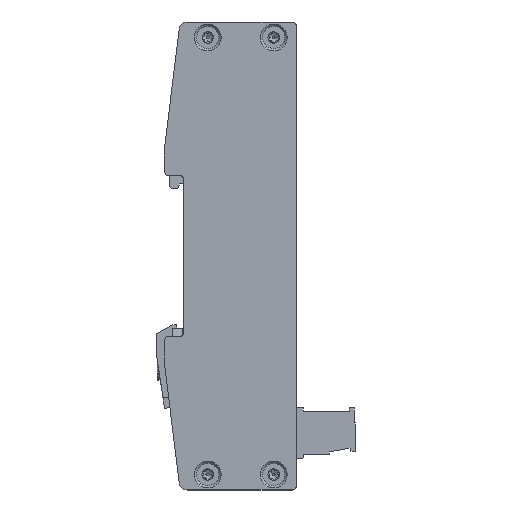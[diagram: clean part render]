
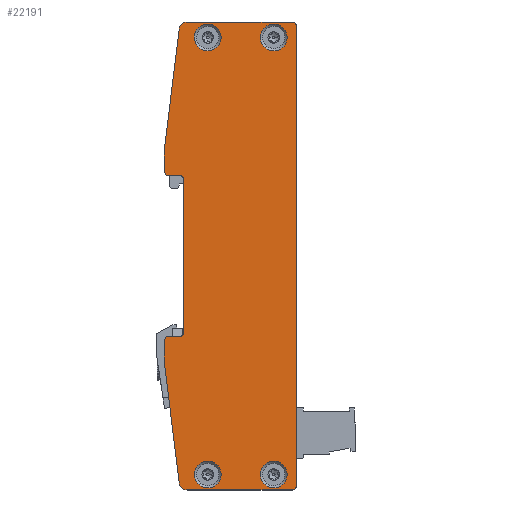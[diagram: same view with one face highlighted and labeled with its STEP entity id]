
A CAD part, left-side view. The second image highlights one B-rep face of the part: STEP entity #22191.
In plain terms, the highlighted planar face has unit normal (-1, 0, 0).
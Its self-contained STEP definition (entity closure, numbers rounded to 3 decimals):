
#19383=FACE_BOUND('',#30749,.T.);
#19384=FACE_BOUND('',#30750,.T.);
#19385=FACE_BOUND('',#30751,.T.);
#19386=FACE_BOUND('',#30752,.T.);
#19387=FACE_BOUND('',#30753,.T.);
#20449=CIRCLE('',#82679,1.);
#20450=CIRCLE('',#82682,1.);
#20451=CIRCLE('',#82685,3.25);
#20452=CIRCLE('',#82686,3.25);
#20453=CIRCLE('',#82687,3.25);
#20454=CIRCLE('',#82688,3.25);
#20455=CIRCLE('',#82689,2.);
#20456=CIRCLE('',#82690,1.);
#20457=CIRCLE('',#82691,1.);
#20458=CIRCLE('',#82692,2.);
#20459=CIRCLE('',#82693,1.);
#20460=CIRCLE('',#82694,1.);
#22191=ADVANCED_FACE('',(#19383,#19384,#19385,#19386,#19387),#24931,.T.);
#24931=PLANE('',#82695);
#30749=EDGE_LOOP('',(#52201));
#30750=EDGE_LOOP('',(#52202));
#30751=EDGE_LOOP('',(#52203));
#30752=EDGE_LOOP('',(#52204));
#30753=EDGE_LOOP('',(#52205,#52206,#52207,#52208,#52209,#52210,#52211,#52212,
#52213,#52214,#52215,#52216,#52217,#52218,#52219,#52220,#52221,#52222));
#35483=LINE('',#115446,#41220);
#35486=LINE('',#115452,#41223);
#35488=LINE('',#115458,#41225);
#35492=LINE('',#115468,#41229);
#35493=LINE('',#115480,#41230);
#35494=LINE('',#115484,#41231);
#35495=LINE('',#115488,#41232);
#35496=LINE('',#115492,#41233);
#35497=LINE('',#115494,#41234);
#35498=LINE('',#115498,#41235);
#41220=VECTOR('',#90999,1.);
#41223=VECTOR('',#91004,1.);
#41225=VECTOR('',#91012,1.);
#41229=VECTOR('',#91022,1.);
#41230=VECTOR('',#91035,1.);
#41231=VECTOR('',#91038,1.);
#41232=VECTOR('',#91041,1.);
#41233=VECTOR('',#91044,1.);
#41234=VECTOR('',#91045,1.);
#41235=VECTOR('',#91048,1.);
#52201=ORIENTED_EDGE('',*,*,#70661,.T.);
#52202=ORIENTED_EDGE('',*,*,#70662,.T.);
#52203=ORIENTED_EDGE('',*,*,#70663,.T.);
#52204=ORIENTED_EDGE('',*,*,#70664,.T.);
#52205=ORIENTED_EDGE('',*,*,#70665,.T.);
#52206=ORIENTED_EDGE('',*,*,#70666,.F.);
#52207=ORIENTED_EDGE('',*,*,#70667,.T.);
#52208=ORIENTED_EDGE('',*,*,#70668,.F.);
#52209=ORIENTED_EDGE('',*,*,#70669,.T.);
#52210=ORIENTED_EDGE('',*,*,#70670,.F.);
#52211=ORIENTED_EDGE('',*,*,#70671,.T.);
#52212=ORIENTED_EDGE('',*,*,#70672,.F.);
#52213=ORIENTED_EDGE('',*,*,#70673,.F.);
#52214=ORIENTED_EDGE('',*,*,#70674,.T.);
#52215=ORIENTED_EDGE('',*,*,#70675,.F.);
#52216=ORIENTED_EDGE('',*,*,#70676,.T.);
#52217=ORIENTED_EDGE('',*,*,#70660,.F.);
#52218=ORIENTED_EDGE('',*,*,#70657,.T.);
#52219=ORIENTED_EDGE('',*,*,#70655,.F.);
#52220=ORIENTED_EDGE('',*,*,#70653,.T.);
#52221=ORIENTED_EDGE('',*,*,#70652,.F.);
#52222=ORIENTED_EDGE('',*,*,#70649,.F.);
#63748=VERTEX_POINT('',#115445);
#63749=VERTEX_POINT('',#115447);
#63750=VERTEX_POINT('',#115451);
#63751=VERTEX_POINT('',#115455);
#63752=VERTEX_POINT('',#115459);
#63753=VERTEX_POINT('',#115463);
#63754=VERTEX_POINT('',#115467);
#63755=VERTEX_POINT('',#115471);
#63756=VERTEX_POINT('',#115473);
#63757=VERTEX_POINT('',#115475);
#63758=VERTEX_POINT('',#115477);
#63759=VERTEX_POINT('',#115479);
#63760=VERTEX_POINT('',#115481);
#63761=VERTEX_POINT('',#115483);
#63762=VERTEX_POINT('',#115485);
#63763=VERTEX_POINT('',#115487);
#63764=VERTEX_POINT('',#115489);
#63765=VERTEX_POINT('',#115491);
#63766=VERTEX_POINT('',#115493);
#63767=VERTEX_POINT('',#115495);
#63768=VERTEX_POINT('',#115497);
#63769=VERTEX_POINT('',#115499);
#70649=EDGE_CURVE('',#63748,#63749,#35483,.T.);
#70652=EDGE_CURVE('',#63749,#63750,#35486,.T.);
#70653=EDGE_CURVE('',#63751,#63750,#20449,.T.);
#70655=EDGE_CURVE('',#63751,#63752,#35488,.T.);
#70657=EDGE_CURVE('',#63753,#63752,#20450,.T.);
#70660=EDGE_CURVE('',#63753,#63754,#35492,.T.);
#70661=EDGE_CURVE('',#63755,#63755,#20451,.T.);
#70662=EDGE_CURVE('',#63756,#63756,#20452,.T.);
#70663=EDGE_CURVE('',#63757,#63757,#20453,.T.);
#70664=EDGE_CURVE('',#63758,#63758,#20454,.T.);
#70665=EDGE_CURVE('',#63748,#63759,#20455,.T.);
#70666=EDGE_CURVE('',#63760,#63759,#35493,.T.);
#70667=EDGE_CURVE('',#63760,#63761,#20456,.T.);
#70668=EDGE_CURVE('',#63762,#63761,#35494,.T.);
#70669=EDGE_CURVE('',#63762,#63763,#20457,.T.);
#70670=EDGE_CURVE('',#63764,#63763,#35495,.T.);
#70671=EDGE_CURVE('',#63764,#63765,#20458,.T.);
#70672=EDGE_CURVE('',#63766,#63765,#35496,.T.);
#70673=EDGE_CURVE('',#63767,#63766,#35497,.T.);
#70674=EDGE_CURVE('',#63767,#63768,#20459,.T.);
#70675=EDGE_CURVE('',#63769,#63768,#35498,.T.);
#70676=EDGE_CURVE('',#63769,#63754,#20460,.T.);
#82679=AXIS2_PLACEMENT_3D('',#115454,#91007,#91008);
#82682=AXIS2_PLACEMENT_3D('',#115462,#91016,#91017);
#82685=AXIS2_PLACEMENT_3D('',#115470,#91025,#91026);
#82686=AXIS2_PLACEMENT_3D('',#115472,#91027,#91028);
#82687=AXIS2_PLACEMENT_3D('',#115474,#91029,#91030);
#82688=AXIS2_PLACEMENT_3D('',#115476,#91031,#91032);
#82689=AXIS2_PLACEMENT_3D('',#115478,#91033,#91034);
#82690=AXIS2_PLACEMENT_3D('',#115482,#91036,#91037);
#82691=AXIS2_PLACEMENT_3D('',#115486,#91039,#91040);
#82692=AXIS2_PLACEMENT_3D('',#115490,#91042,#91043);
#82693=AXIS2_PLACEMENT_3D('',#115496,#91046,#91047);
#82694=AXIS2_PLACEMENT_3D('',#115500,#91049,#91050);
#82695=AXIS2_PLACEMENT_3D('',#115501,#91051,#91052);
#90999=DIRECTION('',(0.,0.122,0.993));
#91004=DIRECTION('',(0.,0.,1.));
#91007=DIRECTION('',(-1.,0.,0.));
#91008=DIRECTION('',(0.,0.,1.));
#91012=DIRECTION('',(0.,-1.,0.));
#91016=DIRECTION('',(1.,0.,0.));
#91017=DIRECTION('',(0.,-1.,0.));
#91022=DIRECTION('',(0.,0.,1.));
#91025=DIRECTION('',(1.,0.,0.));
#91026=DIRECTION('',(0.,-1.,0.));
#91027=DIRECTION('',(1.,0.,0.));
#91028=DIRECTION('',(0.,-1.,0.));
#91029=DIRECTION('',(1.,0.,0.));
#91030=DIRECTION('',(0.,-1.,0.));
#91031=DIRECTION('',(1.,0.,0.));
#91032=DIRECTION('',(0.,-1.,0.));
#91033=DIRECTION('',(-1.,0.,0.));
#91034=DIRECTION('',(0.,0.993,-0.122));
#91035=DIRECTION('',(0.,1.,0.));
#91036=DIRECTION('',(-1.,0.,0.));
#91037=DIRECTION('',(0.,0.,-1.));
#91038=DIRECTION('',(0.,0.,-1.));
#91039=DIRECTION('',(-1.,0.,0.));
#91040=DIRECTION('',(0.,-1.,0.));
#91041=DIRECTION('',(0.,-1.,0.));
#91042=DIRECTION('',(-1.,0.,0.));
#91043=DIRECTION('',(0.,0.,1.));
#91044=DIRECTION('',(0.,-0.122,0.993));
#91045=DIRECTION('',(0.,0.,1.));
#91046=DIRECTION('',(-1.,0.,0.));
#91047=DIRECTION('',(0.,1.,0.));
#91048=DIRECTION('',(0.,1.,0.));
#91049=DIRECTION('',(1.,0.,0.));
#91050=DIRECTION('',(0.,0.,1.));
#91051=DIRECTION('',(-1.,0.,0.));
#91052=DIRECTION('',(0.,1.,0.));
#115445=CARTESIAN_POINT('',(-60.,28.14,-54.994));
#115446=CARTESIAN_POINT('',(-60.,28.14,-54.994));
#115447=CARTESIAN_POINT('',(-60.,31.7,-26.));
#115451=CARTESIAN_POINT('',(-60.,31.7,-20.5));
#115452=CARTESIAN_POINT('',(-60.,31.7,-26.));
#115454=CARTESIAN_POINT('',(-60.,30.7,-20.5));
#115455=CARTESIAN_POINT('',(-60.,30.7,-19.5));
#115458=CARTESIAN_POINT('',(-60.,30.7,-19.5));
#115459=CARTESIAN_POINT('',(-60.,28.,-19.5));
#115462=CARTESIAN_POINT('',(-60.,28.,-18.5));
#115463=CARTESIAN_POINT('',(-60.,27.,-18.5));
#115467=CARTESIAN_POINT('',(-60.,27.,18.5));
#115468=CARTESIAN_POINT('',(-60.,27.,-18.5));
#115470=CARTESIAN_POINT('',(-60.,21.2,-53.));
#115471=CARTESIAN_POINT('',(-60.,17.95,-53.));
#115472=CARTESIAN_POINT('',(-60.,21.2,53.));
#115473=CARTESIAN_POINT('',(-60.,17.95,53.));
#115474=CARTESIAN_POINT('',(-60.,5.2,-53.));
#115475=CARTESIAN_POINT('',(-60.,1.95,-53.));
#115476=CARTESIAN_POINT('',(-60.,5.2,53.));
#115477=CARTESIAN_POINT('',(-60.,1.95,53.));
#115478=CARTESIAN_POINT('',(-60.,26.155,-54.75));
#115479=CARTESIAN_POINT('',(-60.,26.155,-56.75));
#115480=CARTESIAN_POINT('',(-60.,0.7,-56.75));
#115481=CARTESIAN_POINT('',(-60.,0.7,-56.75));
#115482=CARTESIAN_POINT('',(-60.,0.7,-55.75));
#115483=CARTESIAN_POINT('',(-60.,-0.3,-55.75));
#115484=CARTESIAN_POINT('',(-60.,-0.3,55.75));
#115485=CARTESIAN_POINT('',(-60.,-0.3,55.75));
#115486=CARTESIAN_POINT('',(-60.,0.7,55.75));
#115487=CARTESIAN_POINT('',(-60.,0.7,56.75));
#115488=CARTESIAN_POINT('',(-60.,26.155,56.75));
#115489=CARTESIAN_POINT('',(-60.,26.155,56.75));
#115490=CARTESIAN_POINT('',(-60.,26.155,54.75));
#115491=CARTESIAN_POINT('',(-60.,28.14,54.994));
#115492=CARTESIAN_POINT('',(-60.,31.7,26.));
#115493=CARTESIAN_POINT('',(-60.,31.7,26.));
#115494=CARTESIAN_POINT('',(-60.,31.7,20.5));
#115495=CARTESIAN_POINT('',(-60.,31.7,20.5));
#115496=CARTESIAN_POINT('',(-60.,30.7,20.5));
#115497=CARTESIAN_POINT('',(-60.,30.7,19.5));
#115498=CARTESIAN_POINT('',(-60.,28.,19.5));
#115499=CARTESIAN_POINT('',(-60.,28.,19.5));
#115500=CARTESIAN_POINT('',(-60.,28.,18.5));
#115501=CARTESIAN_POINT('',(-60.,-1.9,62.425));
